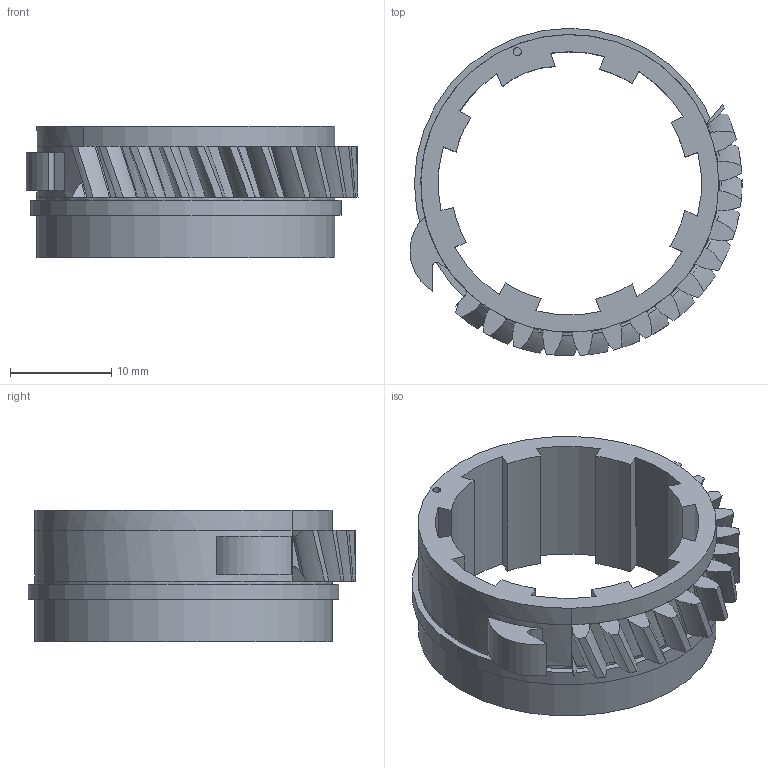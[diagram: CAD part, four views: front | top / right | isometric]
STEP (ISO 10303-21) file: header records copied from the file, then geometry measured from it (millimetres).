
FILE_DESCRIPTION(('FreeCAD Model'),'2;1');
FILE_NAME('Open CASCADE Shape Model','2025-08-26T15:12:00',(''),(''), 'Open CASCADE STEP processor 7.8','FreeCAD','Unknown');
FILE_SCHEMA(('AUTOMOTIVE_DESIGN { 1 0 10303 214 1 1 1 1 }'));
Length unit declared in the file: millimetre
Products named in the file (1): Helical_gear_core
Bounding box: 32.77 x 32.33 x 13 mm (x, y, z)
Volume: 2860.4 mm3; surface area: 3492.5 mm2
Topology: 1 solids, 1 shells, 148 faces, 417 edges, 276 vertices
Faces by surface type: bspline 90, plane 30, cylinder 28
Full cylindrical faces by diameter (mm): 0.805 x1, 1 x1, 29.4 x2, 30.668 x1
Entity records: 10659 total; most frequent: CARTESIAN_POINT 7554, ORIENTED_EDGE 834, EDGE_CURVE 417, DIRECTION 323, VERTEX_POINT 276, B_SPLINE_CURVE_WITH_KNOTS 270, FACE_BOUND 155, EDGE_LOOP 155
